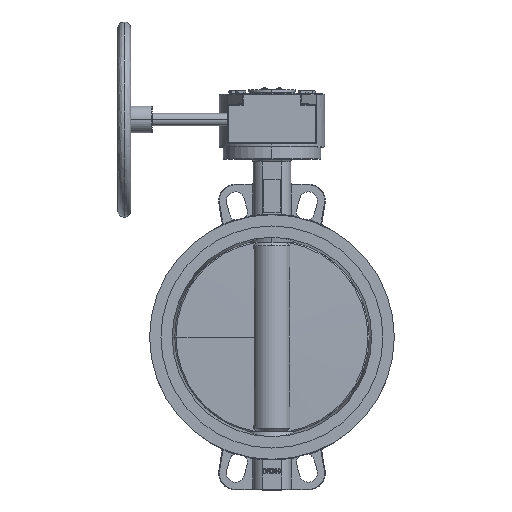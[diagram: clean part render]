
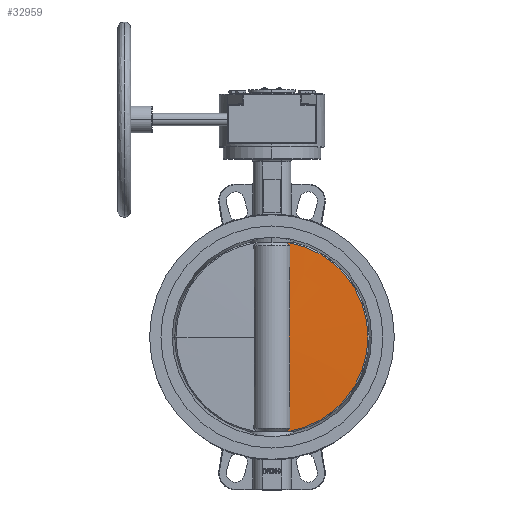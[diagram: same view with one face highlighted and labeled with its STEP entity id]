
A CAD part, top view. The second image highlights one B-rep face of the part: STEP entity #32959.
In plain terms, the highlighted conical face has half-angle 88.82 degrees and reference radius 48548.9 mm.
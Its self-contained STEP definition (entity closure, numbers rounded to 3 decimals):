
#1383 = AXIS2_PLACEMENT_3D ( 'NONE', #3045, #2892, #30723 ) ;
#1591 = CARTESIAN_POINT ( 'NONE',  ( 23.879, 145.3, 7.006 ) ) ;
#1625 = EDGE_CURVE ( 'NONE', #35700, #16585, #13242, .T. ) ;
#1906 = CARTESIAN_POINT ( 'NONE',  ( 24.506, 143.305, 7.045 ) ) ;
#2892 = DIRECTION ( 'NONE',  ( 0., 0., -1. ) ) ;
#3045 = CARTESIAN_POINT ( 'NONE',  ( 0., 0., -989.961 ) ) ;
#4000 = CARTESIAN_POINT ( 'NONE',  ( 24.805, -145.3, 7.003 ) ) ;
#4157 = CARTESIAN_POINT ( 'NONE',  ( 22.954, -145.3, 7.009 ) ) ;
#4732 = EDGE_CURVE ( 'NONE', #14554, #16585, #7391, .T. ) ;
#4736 = CARTESIAN_POINT ( 'NONE',  ( 27.064, 46.77, 8.936 ) ) ;
#5098 = VERTEX_POINT ( 'NONE', #26427 ) ;
#6503 = ORIENTED_EDGE ( 'NONE', *, *, #42720, .T. ) ;
#7149 = CARTESIAN_POINT ( 'NONE',  ( 22.954, 145.3, 7.009 ) ) ;
#7391 = B_SPLINE_CURVE_WITH_KNOTS ( 'NONE', 3,
 ( #26220, #19337, #1591, #23181 ),
 .UNSPECIFIED., .F., .F.,
 ( 4, 4 ),
 ( 0.03, 0.033 ),
 .UNSPECIFIED. ) ;
#7435 = ORIENTED_EDGE ( 'NONE', *, *, #11999, .T. ) ;
#8254 = CARTESIAN_POINT ( 'NONE',  ( 27.347, 93.535, 8.039 ) ) ;
#8857 = ORIENTED_EDGE ( 'NONE', *, *, #43800, .T. ) ;
#9787 = B_SPLINE_CURVE_WITH_KNOTS ( 'NONE', 3,
 ( #28927, #35957, #14932, #25694 ),
 .UNSPECIFIED., .F., .F.,
 ( 4, 4 ),
 ( 0.03, 0.03 ),
 .UNSPECIFIED. ) ;
#10682 = VERTEX_POINT ( 'NONE', #35668 ) ;
#11082 = B_SPLINE_CURVE_WITH_KNOTS ( 'NONE', 3,
 ( #4157, #14450, #4000, #42583 ),
 .UNSPECIFIED., .F., .F.,
 ( 4, 4 ),
 ( 0.03, 0.033 ),
 .UNSPECIFIED. ) ;
#11262 = CARTESIAN_POINT ( 'NONE',  ( 26.056, -141.804, 7.07 ) ) ;
#11401 = ORIENTED_EDGE ( 'NONE', *, *, #25952, .F. ) ;
#11964 = CARTESIAN_POINT ( 'NONE',  ( 26.936, 23.386, 9.312 ) ) ;
#11999 = EDGE_CURVE ( 'NONE', #23546, #35886, #37208, .T. ) ;
#12020 = CONICAL_SURFACE ( 'NONE', #1383, 48548.88, 1.55 ) ;
#12173 = EDGE_LOOP ( 'NONE', ( #38181, #27187, #34414, #40762, #7435, #6503, #11401, #8857 ) ) ;
#12415 = CARTESIAN_POINT ( 'NONE',  ( 27.481, -116.918, 7.567 ) ) ;
#13242 = B_SPLINE_CURVE_WITH_KNOTS ( 'NONE', 3,
 ( #16735, #41304, #34388, #37926 ),
 .UNSPECIFIED., .F., .F.,
 ( 4, 4 ),
 ( 0.32, 0.32 ),
 .UNSPECIFIED. ) ;
#13516 = CARTESIAN_POINT ( 'NONE',  ( 25.73, 145.3, 7. ) ) ;
#14450 = CARTESIAN_POINT ( 'NONE',  ( 23.879, -145.3, 7.006 ) ) ;
#14554 = VERTEX_POINT ( 'NONE', #13516 ) ;
#14932 = CARTESIAN_POINT ( 'NONE',  ( 22.952, -144.967, 7.016 ) ) ;
#15325 = FACE_OUTER_BOUND ( 'NONE', #12173, .T. ) ;
#15344 = CARTESIAN_POINT ( 'NONE',  ( 27.064, -46.772, 8.936 ) ) ;
#15655 = CARTESIAN_POINT ( 'NONE',  ( 26.89, -11.696, 9.444 ) ) ;
#15959 = CARTESIAN_POINT ( 'NONE',  ( 27.603, -140.3, 7.094 ) ) ;
#16286 = B_SPLINE_CURVE_WITH_KNOTS ( 'NONE', 3,
 ( #18880, #1906, #26840, #33427 ),
 .UNSPECIFIED., .F., .F.,
 ( 4, 4 ),
 ( 0.002, 0.008 ),
 .UNSPECIFIED. ) ;
#16585 = VERTEX_POINT ( 'NONE', #7149 ) ;
#16735 = CARTESIAN_POINT ( 'NONE',  ( 22.95, 144.8, 7.02 ) ) ;
#18341 = CARTESIAN_POINT ( 'NONE',  ( 22.95, -144.8, 7.02 ) ) ;
#18756 = CARTESIAN_POINT ( 'NONE',  ( 26.966, 29.232, 9.223 ) ) ;
#18880 = CARTESIAN_POINT ( 'NONE',  ( 22.95, 144.8, 7.02 ) ) ;
#19337 = CARTESIAN_POINT ( 'NONE',  ( 24.805, 145.3, 7.003 ) ) ;
#19371 = CARTESIAN_POINT ( 'NONE',  ( 26.966, -29.235, 9.223 ) ) ;
#21015 = CIRCLE ( 'NONE', #30752, 147.561 ) ;
#23181 = CARTESIAN_POINT ( 'NONE',  ( 22.954, 145.3, 7.009 ) ) ;
#23546 = VERTEX_POINT ( 'NONE', #39450 ) ;
#23621 = EDGE_CURVE ( 'NONE', #35700, #23546, #16286, .T. ) ;
#25694 = CARTESIAN_POINT ( 'NONE',  ( 22.95, -144.8, 7.02 ) ) ;
#25952 = EDGE_CURVE ( 'NONE', #44558, #10682, #9787, .T. ) ;
#26103 = CARTESIAN_POINT ( 'NONE',  ( 27.481, 116.918, 7.567 ) ) ;
#26220 = CARTESIAN_POINT ( 'NONE',  ( 25.73, 145.3, 7. ) ) ;
#26406 = CARTESIAN_POINT ( 'NONE',  ( 27.136, -58.463, 8.715 ) ) ;
#26427 = CARTESIAN_POINT ( 'NONE',  ( 25.73, -145.3, 7. ) ) ;
#26840 = CARTESIAN_POINT ( 'NONE',  ( 26.056, 141.804, 7.07 ) ) ;
#27187 = ORIENTED_EDGE ( 'NONE', *, *, #4732, .T. ) ;
#28927 = CARTESIAN_POINT ( 'NONE',  ( 22.954, -145.3, 7.009 ) ) ;
#29236 = DIRECTION ( 'NONE',  ( -1., 0., 0. ) ) ;
#30527 = CARTESIAN_POINT ( 'NONE',  ( 22.95, 144.8, 7.02 ) ) ;
#30723 = DIRECTION ( 'NONE',  ( -1., 0., 0. ) ) ;
#30752 = AXIS2_PLACEMENT_3D ( 'NONE', #32896, #40295, #29236 ) ;
#31666 = B_SPLINE_CURVE_WITH_KNOTS ( 'NONE', 3,
 ( #35973, #11262, #35818, #18341 ),
 .UNSPECIFIED., .F., .F.,
 ( 4, 4 ),
 ( 0., 0.006 ),
 .UNSPECIFIED. ) ;
#32470 = CARTESIAN_POINT ( 'NONE',  ( 27.603, -140.3, 7.094 ) ) ;
#32896 = CARTESIAN_POINT ( 'NONE',  ( 0., 0., 7. ) ) ;
#32959 = ADVANCED_FACE ( 'NONE', ( #15325 ), #12020, .T. ) ;
#32997 = CARTESIAN_POINT ( 'NONE',  ( 27.603, 140.3, 7.094 ) ) ;
#33151 = CARTESIAN_POINT ( 'NONE',  ( 26.875, -5.849, 9.486 ) ) ;
#33427 = CARTESIAN_POINT ( 'NONE',  ( 27.603, 140.3, 7.094 ) ) ;
#33454 = CARTESIAN_POINT ( 'NONE',  ( 27.347, -93.537, 8.039 ) ) ;
#34388 = CARTESIAN_POINT ( 'NONE',  ( 22.953, 145.133, 7.013 ) ) ;
#34414 = ORIENTED_EDGE ( 'NONE', *, *, #1625, .F. ) ;
#35668 = CARTESIAN_POINT ( 'NONE',  ( 22.95, -144.8, 7.02 ) ) ;
#35700 = VERTEX_POINT ( 'NONE', #30527 ) ;
#35818 = CARTESIAN_POINT ( 'NONE',  ( 24.506, -143.305, 7.045 ) ) ;
#35886 = VERTEX_POINT ( 'NONE', #32470 ) ;
#35957 = CARTESIAN_POINT ( 'NONE',  ( 22.953, -145.133, 7.013 ) ) ;
#35973 = CARTESIAN_POINT ( 'NONE',  ( 27.603, -140.3, 7.094 ) ) ;
#36011 = CARTESIAN_POINT ( 'NONE',  ( 22.954, -145.3, 7.009 ) ) ;
#36535 = CARTESIAN_POINT ( 'NONE',  ( 26.89, 11.693, 9.444 ) ) ;
#36695 = CARTESIAN_POINT ( 'NONE',  ( 26.875, 5.846, 9.486 ) ) ;
#37208 = B_SPLINE_CURVE_WITH_KNOTS ( 'NONE', 3,
 ( #32997, #26103, #8254, #40395, #4736, #18756, #11964, #36535, #36695, #33151, #15655, #40083, #19371, #15344, #26406, #33454, #12415, #15959 ),
 .UNSPECIFIED., .F., .F.,
 ( 4, 2, 2, 2, 2, 2, 2, 2, 4 ),
 ( 0.02, 0.09, 0.125, 0.142, 0.16, 0.178, 0.195, 0.23, 0.3 ),
 .UNSPECIFIED. ) ;
#37926 = CARTESIAN_POINT ( 'NONE',  ( 22.954, 145.3, 7.009 ) ) ;
#38181 = ORIENTED_EDGE ( 'NONE', *, *, #42891, .F. ) ;
#39450 = CARTESIAN_POINT ( 'NONE',  ( 27.603, 140.3, 7.094 ) ) ;
#40083 = CARTESIAN_POINT ( 'NONE',  ( 26.936, -23.389, 9.312 ) ) ;
#40295 = DIRECTION ( 'NONE',  ( 0., 0., -1. ) ) ;
#40395 = CARTESIAN_POINT ( 'NONE',  ( 27.136, 58.461, 8.715 ) ) ;
#40762 = ORIENTED_EDGE ( 'NONE', *, *, #23621, .T. ) ;
#41304 = CARTESIAN_POINT ( 'NONE',  ( 22.952, 144.967, 7.016 ) ) ;
#42583 = CARTESIAN_POINT ( 'NONE',  ( 25.73, -145.3, 7. ) ) ;
#42720 = EDGE_CURVE ( 'NONE', #35886, #10682, #31666, .T. ) ;
#42891 = EDGE_CURVE ( 'NONE', #14554, #5098, #21015, .T. ) ;
#43800 = EDGE_CURVE ( 'NONE', #44558, #5098, #11082, .T. ) ;
#44558 = VERTEX_POINT ( 'NONE', #36011 ) ;
